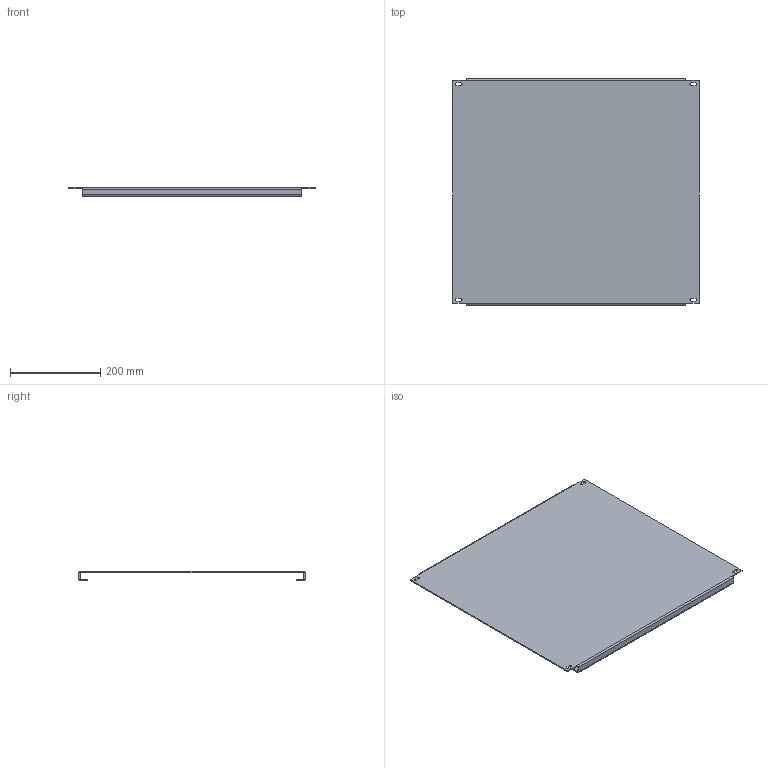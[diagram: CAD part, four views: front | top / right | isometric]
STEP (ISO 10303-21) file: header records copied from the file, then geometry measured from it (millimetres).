
FILE_DESCRIPTION (( 'STEP AP203' ), '1' );
FILE_NAME ('Ïàíåëü ìîíòàæíàÿ 500õ545õ2.STEP', '2020-12-25T13:30:12', ( '' ), ( '' ), 'SwSTEP 2.0', 'SolidWorks 2019', '' );
FILE_SCHEMA (( 'CONFIG_CONTROL_DESIGN' ));
Length unit declared in the file: millimetre
Products named in the file (1): Ïàíåëü ìîíòàæíàÿ 500õ545õ2
Bounding box: 545 x 500 x 20 mm (x, y, z)
Volume: 759446.5 mm3; surface area: 613492.8 mm2
Topology: 1 solids, 1 shells, 62 faces, 148 edges, 88 vertices
Faces by surface type: plane 42, cylinder 20
Entity records: 1849 total; most frequent: DIRECTION 314, CARTESIAN_POINT 299, ORIENTED_EDGE 296, EDGE_CURVE 148, VECTOR 108, LINE 108, AXIS2_PLACEMENT_3D 103, VERTEX_POINT 88
